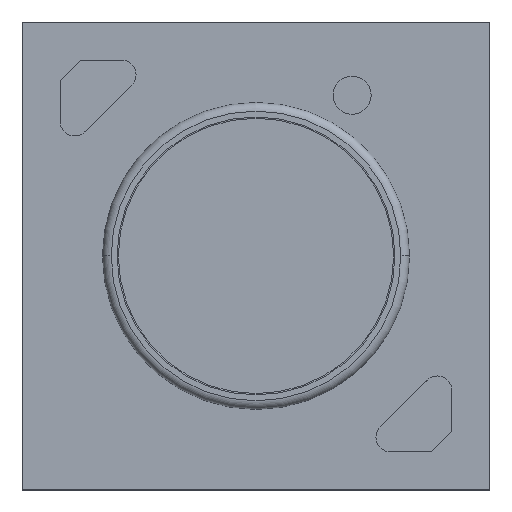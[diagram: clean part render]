
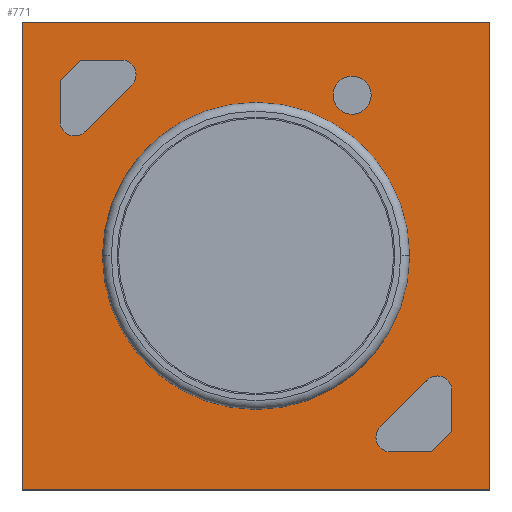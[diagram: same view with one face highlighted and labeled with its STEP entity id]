
A CAD part, top view. The second image highlights one B-rep face of the part: STEP entity #771.
In plain terms, the highlighted planar face has unit normal (0, 0, 1).
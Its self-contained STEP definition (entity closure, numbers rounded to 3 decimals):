
#21=DIRECTION('',(-1.,0.,0.));
#22=VECTOR('',#21,16.);
#23=CARTESIAN_POINT('',(8.,8.,0.));
#24=LINE('',#23,#22);
#33=DIRECTION('',(0.,1.,0.));
#34=VECTOR('',#33,16.);
#35=CARTESIAN_POINT('',(8.,-8.,0.));
#36=LINE('',#35,#34);
#41=DIRECTION('',(1.,0.,0.));
#42=VECTOR('',#41,16.);
#43=CARTESIAN_POINT('',(-8.,-8.,0.));
#44=LINE('',#43,#42);
#45=DIRECTION('',(0.,-1.,0.));
#46=VECTOR('',#45,16.);
#47=CARTESIAN_POINT('',(-8.,8.,0.));
#48=LINE('',#47,#46);
#49=CARTESIAN_POINT('',(3.287,5.497,0.));
#50=DIRECTION('',(0.,0.,1.));
#51=DIRECTION('',(1.,0.,0.));
#52=AXIS2_PLACEMENT_3D('',#49,#50,#51);
#54=CARTESIAN_POINT('',(3.287,5.497,0.));
#55=DIRECTION('',(0.,0.,1.));
#56=DIRECTION('',(-1.,0.,0.));
#57=AXIS2_PLACEMENT_3D('',#54,#55,#56);
#59=DIRECTION('',(-1.,0.,0.));
#60=VECTOR('',#59,0.01);
#61=CARTESIAN_POINT('',(6.2,-4.103,0.));
#62=LINE('',#61,#60);
#63=CARTESIAN_POINT('',(6.19,-4.603,0.));
#64=DIRECTION('',(0.,0.,1.));
#65=DIRECTION('',(0.,1.,0.));
#66=AXIS2_PLACEMENT_3D('',#63,#64,#65);
#68=DIRECTION('',(-0.707,-0.707,0.));
#69=VECTOR('',#68,2.245);
#70=CARTESIAN_POINT('',(5.836,-4.249,0.));
#71=LINE('',#70,#69);
#72=CARTESIAN_POINT('',(4.603,-6.19,0.));
#73=DIRECTION('',(0.,0.,1.));
#74=DIRECTION('',(-0.707,0.707,0.));
#75=AXIS2_PLACEMENT_3D('',#72,#73,#74);
#77=DIRECTION('',(0.,-1.,0.));
#78=VECTOR('',#77,0.01);
#79=CARTESIAN_POINT('',(4.103,-6.19,0.));
#80=LINE('',#79,#78);
#81=CARTESIAN_POINT('',(4.603,-6.2,0.));
#82=DIRECTION('',(0.,0.,1.));
#83=DIRECTION('',(-1.,0.,0.));
#84=AXIS2_PLACEMENT_3D('',#81,#82,#83);
#86=DIRECTION('',(1.,0.,0.));
#87=VECTOR('',#86,1.404);
#88=CARTESIAN_POINT('',(4.603,-6.7,0.));
#89=LINE('',#88,#87);
#90=DIRECTION('',(0.707,0.707,0.));
#91=VECTOR('',#90,0.98);
#92=CARTESIAN_POINT('',(6.007,-6.7,0.));
#93=LINE('',#92,#91);
#94=DIRECTION('',(0.,1.,0.));
#95=VECTOR('',#94,1.404);
#96=CARTESIAN_POINT('',(6.7,-6.007,0.));
#97=LINE('',#96,#95);
#98=CARTESIAN_POINT('',(6.2,-4.603,0.));
#99=DIRECTION('',(0.,0.,1.));
#100=DIRECTION('',(1.,0.,0.));
#101=AXIS2_PLACEMENT_3D('',#98,#99,#100);
#103=DIRECTION('',(1.,0.,0.));
#104=VECTOR('',#103,0.01);
#105=CARTESIAN_POINT('',(-6.2,4.103,0.));
#106=LINE('',#105,#104);
#107=CARTESIAN_POINT('',(-6.19,4.603,0.));
#108=DIRECTION('',(0.,0.,1.));
#109=DIRECTION('',(0.,-1.,0.));
#110=AXIS2_PLACEMENT_3D('',#107,#108,#109);
#112=DIRECTION('',(0.707,0.707,0.));
#113=VECTOR('',#112,2.245);
#114=CARTESIAN_POINT('',(-5.836,4.249,0.));
#115=LINE('',#114,#113);
#116=CARTESIAN_POINT('',(-4.603,6.19,0.));
#117=DIRECTION('',(0.,0.,1.));
#118=DIRECTION('',(0.707,-0.707,0.));
#119=AXIS2_PLACEMENT_3D('',#116,#117,#118);
#121=DIRECTION('',(0.,1.,0.));
#122=VECTOR('',#121,0.01);
#123=CARTESIAN_POINT('',(-4.103,6.19,0.));
#124=LINE('',#123,#122);
#125=CARTESIAN_POINT('',(-4.603,6.2,0.));
#126=DIRECTION('',(0.,0.,1.));
#127=DIRECTION('',(1.,0.,0.));
#128=AXIS2_PLACEMENT_3D('',#125,#126,#127);
#130=DIRECTION('',(-1.,0.,0.));
#131=VECTOR('',#130,1.404);
#132=CARTESIAN_POINT('',(-4.603,6.7,0.));
#133=LINE('',#132,#131);
#134=DIRECTION('',(-0.707,-0.707,0.));
#135=VECTOR('',#134,0.98);
#136=CARTESIAN_POINT('',(-6.007,6.7,0.));
#137=LINE('',#136,#135);
#138=DIRECTION('',(0.,-1.,0.));
#139=VECTOR('',#138,1.404);
#140=CARTESIAN_POINT('',(-6.7,6.007,0.));
#141=LINE('',#140,#139);
#142=CARTESIAN_POINT('',(-6.2,4.603,0.));
#143=DIRECTION('',(0.,0.,1.));
#144=DIRECTION('',(-1.,0.,0.));
#145=AXIS2_PLACEMENT_3D('',#142,#143,#144);
#147=CARTESIAN_POINT('',(0.,0.,0.));
#148=DIRECTION('',(0.,0.,1.));
#149=DIRECTION('',(1.,0.,0.));
#150=AXIS2_PLACEMENT_3D('',#147,#148,#149);
#152=CARTESIAN_POINT('',(0.,0.,0.));
#153=DIRECTION('',(0.,0.,1.));
#154=DIRECTION('',(-1.,0.,0.));
#155=AXIS2_PLACEMENT_3D('',#152,#153,#154);
#498=CARTESIAN_POINT('',(8.,8.,0.));
#499=VERTEX_POINT('',#498);
#500=CARTESIAN_POINT('',(-8.,8.,0.));
#501=VERTEX_POINT('',#500);
#502=CARTESIAN_POINT('',(8.,-8.,0.));
#503=VERTEX_POINT('',#502);
#504=CARTESIAN_POINT('',(-8.,-8.,0.));
#505=VERTEX_POINT('',#504);
#506=CARTESIAN_POINT('',(3.937,5.497,0.));
#507=CARTESIAN_POINT('',(2.637,5.497,0.));
#508=VERTEX_POINT('',#506);
#509=VERTEX_POINT('',#507);
#510=CARTESIAN_POINT('',(6.2,-4.103,0.));
#511=CARTESIAN_POINT('',(6.19,-4.103,0.));
#512=VERTEX_POINT('',#510);
#513=VERTEX_POINT('',#511);
#514=CARTESIAN_POINT('',(5.836,-4.249,0.));
#515=VERTEX_POINT('',#514);
#516=CARTESIAN_POINT('',(4.249,-5.836,0.));
#517=VERTEX_POINT('',#516);
#518=CARTESIAN_POINT('',(4.103,-6.19,0.));
#519=VERTEX_POINT('',#518);
#520=CARTESIAN_POINT('',(4.103,-6.2,0.));
#521=VERTEX_POINT('',#520);
#522=CARTESIAN_POINT('',(4.603,-6.7,0.));
#523=VERTEX_POINT('',#522);
#524=CARTESIAN_POINT('',(6.007,-6.7,0.));
#525=VERTEX_POINT('',#524);
#526=CARTESIAN_POINT('',(6.7,-6.007,0.));
#527=VERTEX_POINT('',#526);
#528=CARTESIAN_POINT('',(6.7,-4.603,0.));
#529=VERTEX_POINT('',#528);
#530=CARTESIAN_POINT('',(-6.2,4.103,0.));
#531=CARTESIAN_POINT('',(-6.19,4.103,0.));
#532=VERTEX_POINT('',#530);
#533=VERTEX_POINT('',#531);
#534=CARTESIAN_POINT('',(-5.836,4.249,0.));
#535=VERTEX_POINT('',#534);
#536=CARTESIAN_POINT('',(-4.249,5.836,0.));
#537=VERTEX_POINT('',#536);
#538=CARTESIAN_POINT('',(-4.103,6.19,0.));
#539=VERTEX_POINT('',#538);
#540=CARTESIAN_POINT('',(-4.103,6.2,0.));
#541=VERTEX_POINT('',#540);
#542=CARTESIAN_POINT('',(-4.603,6.7,0.));
#543=VERTEX_POINT('',#542);
#544=CARTESIAN_POINT('',(-6.007,6.7,0.));
#545=VERTEX_POINT('',#544);
#546=CARTESIAN_POINT('',(-6.7,6.007,0.));
#547=VERTEX_POINT('',#546);
#548=CARTESIAN_POINT('',(-6.7,4.603,0.));
#549=VERTEX_POINT('',#548);
#550=CARTESIAN_POINT('',(5.032,0.,0.));
#551=CARTESIAN_POINT('',(-5.032,0.,0.));
#552=VERTEX_POINT('',#550);
#553=VERTEX_POINT('',#551);
#704=CARTESIAN_POINT('',(0.,0.,0.));
#705=DIRECTION('',(0.,0.,1.));
#706=DIRECTION('',(1.,0.,0.));
#707=AXIS2_PLACEMENT_3D('',#704,#705,#706);
#708=PLANE('',#707);
#709=ORIENTED_EDGE('',*,*,#655,.F.);
#710=ORIENTED_EDGE('',*,*,#670,.F.);
#711=ORIENTED_EDGE('',*,*,#684,.F.);
#712=ORIENTED_EDGE('',*,*,#697,.F.);
#713=EDGE_LOOP('',(#709,#710,#711,#712));
#714=FACE_OUTER_BOUND('',#713,.F.);
#716=ORIENTED_EDGE('',*,*,#715,.T.);
#718=ORIENTED_EDGE('',*,*,#717,.T.);
#719=EDGE_LOOP('',(#716,#718));
#720=FACE_BOUND('',#719,.F.);
#722=ORIENTED_EDGE('',*,*,#721,.T.);
#724=ORIENTED_EDGE('',*,*,#723,.T.);
#726=ORIENTED_EDGE('',*,*,#725,.T.);
#728=ORIENTED_EDGE('',*,*,#727,.T.);
#730=ORIENTED_EDGE('',*,*,#729,.T.);
#732=ORIENTED_EDGE('',*,*,#731,.T.);
#734=ORIENTED_EDGE('',*,*,#733,.T.);
#736=ORIENTED_EDGE('',*,*,#735,.T.);
#738=ORIENTED_EDGE('',*,*,#737,.T.);
#740=ORIENTED_EDGE('',*,*,#739,.T.);
#741=EDGE_LOOP('',(#722,#724,#726,#728,#730,#732,#734,#736,#738,#740));
#742=FACE_BOUND('',#741,.F.);
#744=ORIENTED_EDGE('',*,*,#743,.T.);
#746=ORIENTED_EDGE('',*,*,#745,.T.);
#748=ORIENTED_EDGE('',*,*,#747,.T.);
#750=ORIENTED_EDGE('',*,*,#749,.T.);
#752=ORIENTED_EDGE('',*,*,#751,.T.);
#754=ORIENTED_EDGE('',*,*,#753,.T.);
#756=ORIENTED_EDGE('',*,*,#755,.T.);
#758=ORIENTED_EDGE('',*,*,#757,.T.);
#760=ORIENTED_EDGE('',*,*,#759,.T.);
#762=ORIENTED_EDGE('',*,*,#761,.T.);
#763=EDGE_LOOP('',(#744,#746,#748,#750,#752,#754,#756,#758,#760,#762));
#764=FACE_BOUND('',#763,.F.);
#766=ORIENTED_EDGE('',*,*,#765,.T.);
#768=ORIENTED_EDGE('',*,*,#767,.T.);
#769=EDGE_LOOP('',(#766,#768));
#770=FACE_BOUND('',#769,.F.);
#771=ADVANCED_FACE('',(#714,#720,#742,#764,#770),#708,.T.);
#53=CIRCLE('',#52,0.65);
#58=CIRCLE('',#57,0.65);
#67=CIRCLE('',#66,0.5);
#76=CIRCLE('',#75,0.5);
#85=CIRCLE('',#84,0.5);
#102=CIRCLE('',#101,0.5);
#111=CIRCLE('',#110,0.5);
#120=CIRCLE('',#119,0.5);
#129=CIRCLE('',#128,0.5);
#146=CIRCLE('',#145,0.5);
#151=CIRCLE('',#150,5.032);
#156=CIRCLE('',#155,5.032);
#655=EDGE_CURVE('',#499,#501,#24,.T.);
#670=EDGE_CURVE('',#503,#499,#36,.T.);
#684=EDGE_CURVE('',#505,#503,#44,.T.);
#697=EDGE_CURVE('',#501,#505,#48,.T.);
#715=EDGE_CURVE('',#508,#509,#53,.T.);
#717=EDGE_CURVE('',#509,#508,#58,.T.);
#721=EDGE_CURVE('',#512,#513,#62,.T.);
#723=EDGE_CURVE('',#513,#515,#67,.T.);
#725=EDGE_CURVE('',#515,#517,#71,.T.);
#727=EDGE_CURVE('',#517,#519,#76,.T.);
#729=EDGE_CURVE('',#519,#521,#80,.T.);
#731=EDGE_CURVE('',#521,#523,#85,.T.);
#733=EDGE_CURVE('',#523,#525,#89,.T.);
#735=EDGE_CURVE('',#525,#527,#93,.T.);
#737=EDGE_CURVE('',#527,#529,#97,.T.);
#739=EDGE_CURVE('',#529,#512,#102,.T.);
#743=EDGE_CURVE('',#532,#533,#106,.T.);
#745=EDGE_CURVE('',#533,#535,#111,.T.);
#747=EDGE_CURVE('',#535,#537,#115,.T.);
#749=EDGE_CURVE('',#537,#539,#120,.T.);
#751=EDGE_CURVE('',#539,#541,#124,.T.);
#753=EDGE_CURVE('',#541,#543,#129,.T.);
#755=EDGE_CURVE('',#543,#545,#133,.T.);
#757=EDGE_CURVE('',#545,#547,#137,.T.);
#759=EDGE_CURVE('',#547,#549,#141,.T.);
#761=EDGE_CURVE('',#549,#532,#146,.T.);
#765=EDGE_CURVE('',#552,#553,#151,.T.);
#767=EDGE_CURVE('',#553,#552,#156,.T.);
